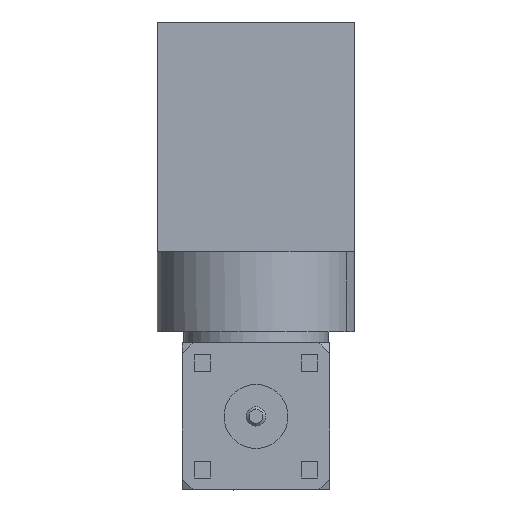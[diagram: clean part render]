
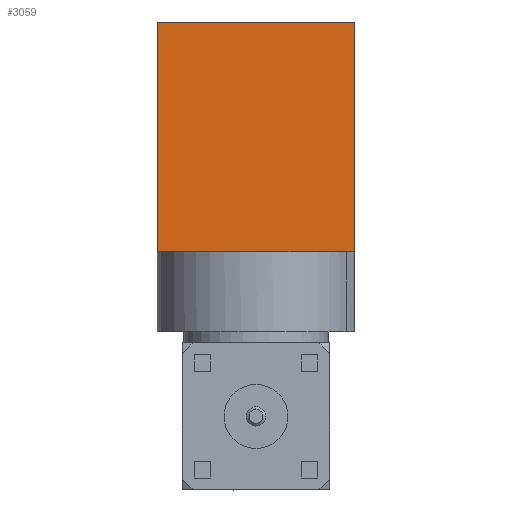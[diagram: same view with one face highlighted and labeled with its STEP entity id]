
A CAD part, front view. The second image highlights one B-rep face of the part: STEP entity #3059.
In plain terms, the highlighted planar face has unit normal (0, -1, 0).
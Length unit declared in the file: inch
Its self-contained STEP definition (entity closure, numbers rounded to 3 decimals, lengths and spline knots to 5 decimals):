
#186 = VERTEX_POINT ( 'NONE', #3813 ) ;
#294 = DIRECTION ( 'NONE',  ( 0., -1., 0. ) ) ;
#326 = VECTOR ( 'NONE', #4229, 39.37008 ) ;
#352 = VERTEX_POINT ( 'NONE', #5145 ) ;
#382 = LINE ( 'NONE', #1618, #5447 ) ;
#714 = CARTESIAN_POINT ( 'NONE',  ( -0.185, -0.18494, -0.58065 ) ) ;
#752 = VECTOR ( 'NONE', #5108, 39.37008 ) ;
#1311 = ORIENTED_EDGE ( 'NONE', *, *, #2899, .F. ) ;
#1475 = EDGE_LOOP ( 'NONE', ( #3118, #4351, #1311, #2850, #4257 ) ) ;
#1587 = PLANE ( 'NONE',  #5332 ) ;
#1618 = CARTESIAN_POINT ( 'NONE',  ( 0.185, -0.18494, -0.87765 ) ) ;
#1751 = LINE ( 'NONE', #3461, #3014 ) ;
#1862 = VECTOR ( 'NONE', #3895, 39.37008 ) ;
#2012 = EDGE_CURVE ( 'NONE', #186, #3977, #4293, .T. ) ;
#2022 = LINE ( 'NONE', #4149, #326 ) ;
#2369 = DIRECTION ( 'NONE',  ( 0., 0., -1. ) ) ;
#2485 = CARTESIAN_POINT ( 'NONE',  ( -0.185, -0.18494, -0.43065 ) ) ;
#2850 = ORIENTED_EDGE ( 'NONE', *, *, #2012, .F. ) ;
#2899 = EDGE_CURVE ( 'NONE', #3977, #4768, #1751, .T. ) ;
#3014 = VECTOR ( 'NONE', #3434, 39.37008 ) ;
#3059 = ADVANCED_FACE ( 'NONE', ( #4887 ), #1587, .T. ) ;
#3118 = ORIENTED_EDGE ( 'NONE', *, *, #4629, .T. ) ;
#3272 = EDGE_CURVE ( 'NONE', #5263, #186, #4130, .T. ) ;
#3434 = DIRECTION ( 'NONE',  ( 0., 0., 1. ) ) ;
#3461 = CARTESIAN_POINT ( 'NONE',  ( -0.185, -0.18494, -0.87765 ) ) ;
#3568 = CARTESIAN_POINT ( 'NONE',  ( -0.185, -0.18494, 0. ) ) ;
#3813 = CARTESIAN_POINT ( 'NONE',  ( -0.00064, -0.18494, -0.43065 ) ) ;
#3895 = DIRECTION ( 'NONE',  ( -1., 0., 0. ) ) ;
#3930 = CARTESIAN_POINT ( 'NONE',  ( -0.00064, -0.18494, -0.43065 ) ) ;
#3977 = VERTEX_POINT ( 'NONE', #2485 ) ;
#4130 = LINE ( 'NONE', #5411, #1862 ) ;
#4149 = CARTESIAN_POINT ( 'NONE',  ( -0.185, -0.18494, 0. ) ) ;
#4229 = DIRECTION ( 'NONE',  ( -1., 0., 0. ) ) ;
#4257 = ORIENTED_EDGE ( 'NONE', *, *, #3272, .F. ) ;
#4293 = LINE ( 'NONE', #3930, #752 ) ;
#4351 = ORIENTED_EDGE ( 'NONE', *, *, #4847, .T. ) ;
#4629 = EDGE_CURVE ( 'NONE', #5263, #352, #382, .T. ) ;
#4768 = VERTEX_POINT ( 'NONE', #3568 ) ;
#4847 = EDGE_CURVE ( 'NONE', #352, #4768, #2022, .T. ) ;
#4887 = FACE_OUTER_BOUND ( 'NONE', #1475, .T. ) ;
#5107 = DIRECTION ( 'NONE',  ( 0., 0., 1. ) ) ;
#5108 = DIRECTION ( 'NONE',  ( -1., 0., 0. ) ) ;
#5145 = CARTESIAN_POINT ( 'NONE',  ( 0.185, -0.18494, 0. ) ) ;
#5263 = VERTEX_POINT ( 'NONE', #5397 ) ;
#5332 = AXIS2_PLACEMENT_3D ( 'NONE', #714, #294, #2369 ) ;
#5397 = CARTESIAN_POINT ( 'NONE',  ( 0.185, -0.18494, -0.43065 ) ) ;
#5411 = CARTESIAN_POINT ( 'NONE',  ( 0.28262, -0.18494, -0.43065 ) ) ;
#5447 = VECTOR ( 'NONE', #5107, 39.37008 ) ;
